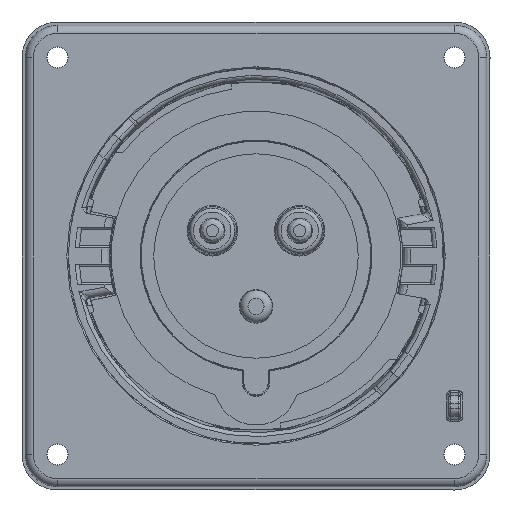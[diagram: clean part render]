
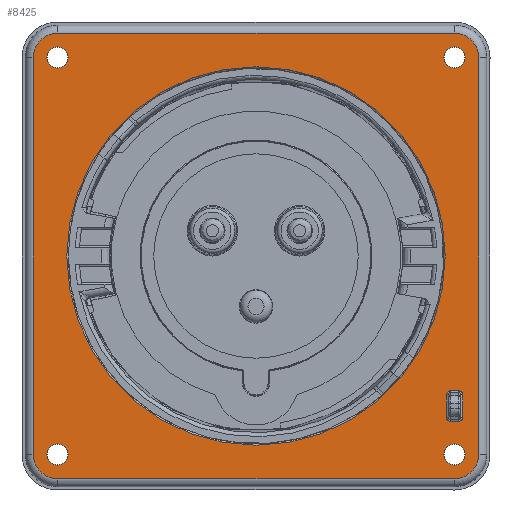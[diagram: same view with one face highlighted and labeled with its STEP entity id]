
A CAD part, front view. The second image highlights one B-rep face of the part: STEP entity #8425.
In plain terms, the highlighted planar face has unit normal (0, -1, 0).
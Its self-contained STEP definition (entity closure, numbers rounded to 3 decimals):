
#947=FACE_BOUND('',#12820,.T.);
#948=FACE_BOUND('',#12821,.T.);
#949=FACE_BOUND('',#12822,.T.);
#950=FACE_BOUND('',#12823,.T.);
#951=FACE_BOUND('',#12824,.T.);
#952=FACE_BOUND('',#12825,.T.);
#953=FACE_BOUND('',#12826,.T.);
#1305=ELLIPSE('',#36844,1.015,1.);
#1306=ELLIPSE('',#36849,1.015,1.);
#1307=ELLIPSE('',#36852,1.015,1.);
#1308=ELLIPSE('',#36856,1.015,1.);
#2583=PLANE('',#36862);
#4278=LINE('',#72431,#6500);
#4279=LINE('',#72441,#6501);
#4280=LINE('',#72449,#6502);
#4281=LINE('',#72457,#6503);
#4282=LINE('',#72492,#6504);
#4283=LINE('',#72509,#6505);
#4284=LINE('',#72528,#6506);
#4285=LINE('',#72547,#6507);
#6500=VECTOR('',#43250,1.);
#6501=VECTOR('',#43263,1.);
#6502=VECTOR('',#43274,1.);
#6503=VECTOR('',#43285,1.);
#6504=VECTOR('',#43316,1.);
#6505=VECTOR('',#43323,1.);
#6506=VECTOR('',#43332,1.);
#6507=VECTOR('',#43341,1.);
#8425=ADVANCED_FACE('',(#947,#948,#949,#950,#951,#952,#953),#2583,.F.);
#12820=EDGE_LOOP('',(#20417,#20418,#20419,#20420,#20421,#20422,#20423,#20424));
#12821=EDGE_LOOP('',(#20425));
#12822=EDGE_LOOP('',(#20426));
#12823=EDGE_LOOP('',(#20427));
#12824=EDGE_LOOP('',(#20428));
#12825=EDGE_LOOP('',(#20429));
#12826=EDGE_LOOP('',(#20430,#20431,#20432,#20433,#20434,#20435,#20436,#20437));
#20417=ORIENTED_EDGE('',*,*,#31244,.F.);
#20418=ORIENTED_EDGE('',*,*,#31242,.F.);
#20419=ORIENTED_EDGE('',*,*,#31240,.F.);
#20420=ORIENTED_EDGE('',*,*,#31238,.F.);
#20421=ORIENTED_EDGE('',*,*,#31236,.F.);
#20422=ORIENTED_EDGE('',*,*,#31235,.F.);
#20423=ORIENTED_EDGE('',*,*,#31233,.F.);
#20424=ORIENTED_EDGE('',*,*,#31230,.F.);
#20425=ORIENTED_EDGE('',*,*,#31228,.F.);
#20426=ORIENTED_EDGE('',*,*,#31227,.F.);
#20427=ORIENTED_EDGE('',*,*,#31246,.F.);
#20428=ORIENTED_EDGE('',*,*,#31226,.F.);
#20429=ORIENTED_EDGE('',*,*,#31225,.F.);
#20430=ORIENTED_EDGE('',*,*,#31210,.F.);
#20431=ORIENTED_EDGE('',*,*,#31213,.F.);
#20432=ORIENTED_EDGE('',*,*,#31215,.F.);
#20433=ORIENTED_EDGE('',*,*,#31217,.F.);
#20434=ORIENTED_EDGE('',*,*,#31219,.F.);
#20435=ORIENTED_EDGE('',*,*,#31221,.F.);
#20436=ORIENTED_EDGE('',*,*,#31223,.F.);
#20437=ORIENTED_EDGE('',*,*,#31224,.F.);
#27108=VERTEX_POINT('',#72430);
#27109=VERTEX_POINT('',#72432);
#27110=VERTEX_POINT('',#72436);
#27111=VERTEX_POINT('',#72440);
#27112=VERTEX_POINT('',#72444);
#27113=VERTEX_POINT('',#72448);
#27114=VERTEX_POINT('',#72452);
#27115=VERTEX_POINT('',#72456);
#27116=VERTEX_POINT('',#72462);
#27117=VERTEX_POINT('',#72465);
#27118=VERTEX_POINT('',#72468);
#27119=VERTEX_POINT('',#72471);
#27120=VERTEX_POINT('',#72474);
#27121=VERTEX_POINT('',#72476);
#27122=VERTEX_POINT('',#72491);
#27123=VERTEX_POINT('',#72495);
#27124=VERTEX_POINT('',#72510);
#27125=VERTEX_POINT('',#72514);
#27126=VERTEX_POINT('',#72529);
#27127=VERTEX_POINT('',#72533);
#27129=VERTEX_POINT('',#72553);
#31210=EDGE_CURVE('',#27108,#27109,#4278,.T.);
#31213=EDGE_CURVE('',#27110,#27108,#34330,.T.);
#31215=EDGE_CURVE('',#27111,#27110,#4279,.T.);
#31217=EDGE_CURVE('',#27112,#27111,#34333,.T.);
#31219=EDGE_CURVE('',#27113,#27112,#4280,.T.);
#31221=EDGE_CURVE('',#27114,#27113,#34336,.T.);
#31223=EDGE_CURVE('',#27115,#27114,#4281,.T.);
#31224=EDGE_CURVE('',#27109,#27115,#34338,.T.);
#31225=EDGE_CURVE('',#27116,#27116,#34339,.T.);
#31226=EDGE_CURVE('',#27117,#27117,#34340,.T.);
#31227=EDGE_CURVE('',#27118,#27118,#34341,.T.);
#31228=EDGE_CURVE('',#27119,#27119,#34342,.T.);
#31230=EDGE_CURVE('',#27120,#27121,#1305,.T.);
#31233=EDGE_CURVE('',#27121,#27122,#4282,.T.);
#31235=EDGE_CURVE('',#27122,#27123,#1306,.T.);
#31236=EDGE_CURVE('',#27123,#27124,#4283,.T.);
#31238=EDGE_CURVE('',#27124,#27125,#1307,.T.);
#31240=EDGE_CURVE('',#27125,#27126,#4284,.T.);
#31242=EDGE_CURVE('',#27126,#27127,#1308,.T.);
#31244=EDGE_CURVE('',#27127,#27120,#4285,.T.);
#31246=EDGE_CURVE('',#27129,#27129,#34352,.T.);
#34330=CIRCLE('',#36819,6.);
#34333=CIRCLE('',#36824,6.);
#34336=CIRCLE('',#36829,6.);
#34338=CIRCLE('',#36833,6.);
#34339=CIRCLE('',#36835,2.642);
#34340=CIRCLE('',#36837,2.642);
#34341=CIRCLE('',#36839,2.642);
#34342=CIRCLE('',#36841,2.642);
#34352=CIRCLE('',#36861,46.9);
#36819=AXIS2_PLACEMENT_3D('',#72437,#43257,#43258);
#36824=AXIS2_PLACEMENT_3D('',#72445,#43268,#43269);
#36829=AXIS2_PLACEMENT_3D('',#72453,#43279,#43280);
#36833=AXIS2_PLACEMENT_3D('',#72459,#43288,#43289);
#36835=AXIS2_PLACEMENT_3D('',#72461,#43292,#43293);
#36837=AXIS2_PLACEMENT_3D('',#72464,#43296,#43297);
#36839=AXIS2_PLACEMENT_3D('',#72467,#43300,#43301);
#36841=AXIS2_PLACEMENT_3D('',#72470,#43304,#43305);
#36844=AXIS2_PLACEMENT_3D('',#72475,#43310,#43311);
#36849=AXIS2_PLACEMENT_3D('',#72496,#43321,#43322);
#36852=AXIS2_PLACEMENT_3D('',#72513,#43328,#43329);
#36856=AXIS2_PLACEMENT_3D('',#72532,#43337,#43338);
#36861=AXIS2_PLACEMENT_3D('',#72552,#43348,#43349);
#36862=AXIS2_PLACEMENT_3D('',#72554,#43350,#43351);
#43250=DIRECTION('',(0.,0.,1.));
#43257=DIRECTION('',(0.,1.,0.));
#43258=DIRECTION('',(0.,0.,1.));
#43263=DIRECTION('',(-1.,0.,0.));
#43268=DIRECTION('',(0.,1.,0.));
#43269=DIRECTION('',(0.,0.,1.));
#43274=DIRECTION('',(0.,0.,-1.));
#43279=DIRECTION('',(0.,1.,0.));
#43280=DIRECTION('',(0.,0.,1.));
#43285=DIRECTION('',(1.,0.,0.));
#43288=DIRECTION('',(0.,1.,0.));
#43289=DIRECTION('',(0.,0.,1.));
#43292=DIRECTION('',(0.,-1.,0.));
#43293=DIRECTION('',(0.,0.,1.));
#43296=DIRECTION('',(0.,-1.,0.));
#43297=DIRECTION('',(0.,0.,1.));
#43300=DIRECTION('',(0.,-1.,0.));
#43301=DIRECTION('',(0.,0.,1.));
#43304=DIRECTION('',(0.,-1.,0.));
#43305=DIRECTION('',(0.,0.,1.));
#43310=DIRECTION('',(0.,-1.,0.));
#43311=DIRECTION('',(-0.049,0.,-0.999));
#43316=DIRECTION('',(1.,0.,0.));
#43321=DIRECTION('',(0.,-1.,0.));
#43322=DIRECTION('',(-0.049,0.,0.999));
#43323=DIRECTION('',(0.,0.,1.));
#43328=DIRECTION('',(0.,-1.,0.));
#43329=DIRECTION('',(-0.049,0.,-0.999));
#43332=DIRECTION('',(-1.,0.,0.));
#43337=DIRECTION('',(0.,-1.,0.));
#43338=DIRECTION('',(-0.049,0.,0.999));
#43341=DIRECTION('',(0.,0.,-1.));
#43348=DIRECTION('',(0.,-1.,0.));
#43349=DIRECTION('',(0.,0.,1.));
#43350=DIRECTION('',(0.,1.,0.));
#43351=DIRECTION('',(-0.707,0.,-0.707));
#72430=CARTESIAN_POINT('',(-55.2,24.9,-49.2));
#72431=CARTESIAN_POINT('',(-55.2,24.9,49.2));
#72432=CARTESIAN_POINT('',(-55.2,24.9,49.2));
#72436=CARTESIAN_POINT('',(-49.2,24.9,-55.2));
#72437=CARTESIAN_POINT('',(-49.2,24.9,-49.2));
#72440=CARTESIAN_POINT('',(49.2,24.9,-55.2));
#72441=CARTESIAN_POINT('',(-49.2,24.9,-55.2));
#72444=CARTESIAN_POINT('',(55.2,24.9,-49.2));
#72445=CARTESIAN_POINT('',(49.2,24.9,-49.2));
#72448=CARTESIAN_POINT('',(55.2,24.9,49.2));
#72449=CARTESIAN_POINT('',(55.2,24.9,-49.2));
#72452=CARTESIAN_POINT('',(49.2,24.9,55.2));
#72453=CARTESIAN_POINT('',(49.2,24.9,49.2));
#72456=CARTESIAN_POINT('',(-49.2,24.9,55.2));
#72457=CARTESIAN_POINT('',(49.2,24.9,55.2));
#72459=CARTESIAN_POINT('',(-49.2,24.9,49.2));
#72461=CARTESIAN_POINT('',(-49.2,24.9,49.2));
#72462=CARTESIAN_POINT('',(-49.2,24.9,51.842));
#72464=CARTESIAN_POINT('',(49.2,24.9,49.2));
#72465=CARTESIAN_POINT('',(49.2,24.9,51.842));
#72467=CARTESIAN_POINT('',(-49.2,24.9,-49.2));
#72468=CARTESIAN_POINT('',(-49.2,24.9,-46.558));
#72470=CARTESIAN_POINT('',(49.2,24.9,-49.2));
#72471=CARTESIAN_POINT('',(49.2,24.9,-46.558));
#72474=CARTESIAN_POINT('',(47.21,24.9,-39.967));
#72475=CARTESIAN_POINT('',(48.21,24.9,-39.966));
#72476=CARTESIAN_POINT('',(48.209,24.9,-40.981));
#72491=CARTESIAN_POINT('',(50.191,24.9,-40.981));
#72492=CARTESIAN_POINT('',(48.209,24.9,-40.981));
#72495=CARTESIAN_POINT('',(51.19,24.9,-39.967));
#72496=CARTESIAN_POINT('',(50.19,24.9,-39.966));
#72509=CARTESIAN_POINT('',(51.19,24.9,-39.967));
#72510=CARTESIAN_POINT('',(51.19,24.9,-34.433));
#72513=CARTESIAN_POINT('',(50.19,24.9,-34.434));
#72514=CARTESIAN_POINT('',(50.191,24.9,-33.419));
#72528=CARTESIAN_POINT('',(50.191,24.9,-33.419));
#72529=CARTESIAN_POINT('',(48.209,24.9,-33.419));
#72532=CARTESIAN_POINT('',(48.21,24.9,-34.434));
#72533=CARTESIAN_POINT('',(47.21,24.9,-34.433));
#72547=CARTESIAN_POINT('',(47.21,24.9,-34.433));
#72552=CARTESIAN_POINT('',(0.,24.9,0.));
#72553=CARTESIAN_POINT('',(0.,24.9,46.9));
#72554=CARTESIAN_POINT('',(0.,24.9,0.));
